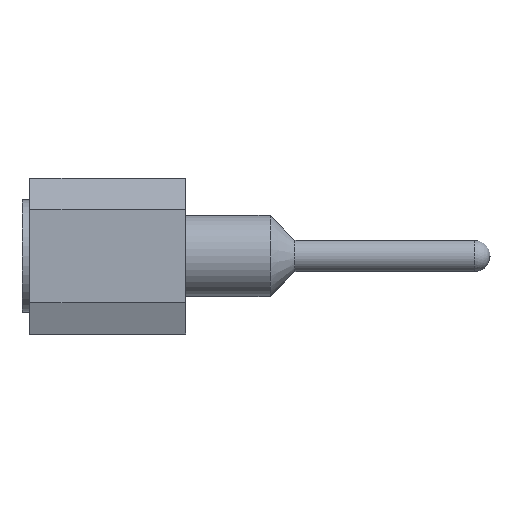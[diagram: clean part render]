
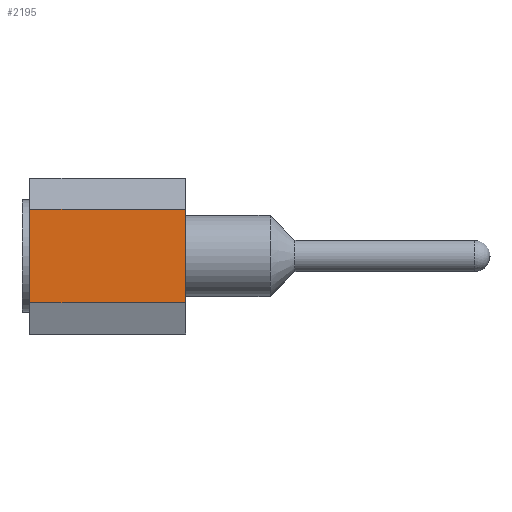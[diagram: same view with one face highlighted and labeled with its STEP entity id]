
A CAD part, left-side view. The second image highlights one B-rep face of the part: STEP entity #2195.
In plain terms, the highlighted planar face has unit normal (-1, 0, 0).
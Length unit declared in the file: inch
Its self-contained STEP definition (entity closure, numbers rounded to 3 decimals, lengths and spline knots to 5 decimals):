
#222=ORIENTED_EDGE('',*,*,#792,.T.);
#223=ORIENTED_EDGE('',*,*,#793,.T.);
#224=ORIENTED_EDGE('',*,*,#794,.F.);
#225=ORIENTED_EDGE('',*,*,#795,.F.);
#792=EDGE_CURVE('',#1077,#1078,#1289,.T.);
#793=EDGE_CURVE('',#1078,#1079,#1290,.T.);
#794=EDGE_CURVE('',#1080,#1079,#1291,.T.);
#795=EDGE_CURVE('',#1077,#1080,#1292,.T.);
#1077=VERTEX_POINT('',#3284);
#1078=VERTEX_POINT('',#3285);
#1079=VERTEX_POINT('',#3287);
#1080=VERTEX_POINT('',#3289);
#1289=LINE('',#3283,#1511);
#1290=LINE('',#3286,#1512);
#1291=LINE('',#3288,#1513);
#1292=LINE('',#3290,#1514);
#1511=VECTOR('',#2617,39.37008);
#1512=VECTOR('',#2618,39.37008);
#1513=VECTOR('',#2619,39.37008);
#1514=VECTOR('',#2620,39.37008);
#1697=EDGE_LOOP('',(#222,#223,#224,#225));
#1899=FACE_BOUND('',#1697,.T.);
#2102=PLANE('',#2349);
#2195=ADVANCED_FACE('',(#1899),#2102,.F.);
#2349=AXIS2_PLACEMENT_3D('',#3282,#2615,#2616);
#2615=DIRECTION('',(1.,0.,0.));
#2616=DIRECTION('',(0.,0.,-1.));
#2617=DIRECTION('',(0.,-1.,0.));
#2618=DIRECTION('',(0.,0.,1.));
#2619=DIRECTION('',(0.,-1.,0.));
#2620=DIRECTION('',(0.,0.,1.));
#3282=CARTESIAN_POINT('',(0.,0.07,-0.05));
#3283=CARTESIAN_POINT('',(0.,0.1,-0.03));
#3284=CARTESIAN_POINT('',(0.,0.1,-0.03));
#3285=CARTESIAN_POINT('',(0.,0.,-0.03));
#3286=CARTESIAN_POINT('',(0.,0.,-0.05));
#3287=CARTESIAN_POINT('',(0.,0.,0.03));
#3288=CARTESIAN_POINT('',(0.,0.1,0.03));
#3289=CARTESIAN_POINT('',(0.,0.1,0.03));
#3290=CARTESIAN_POINT('',(0.,0.1,-0.05));
